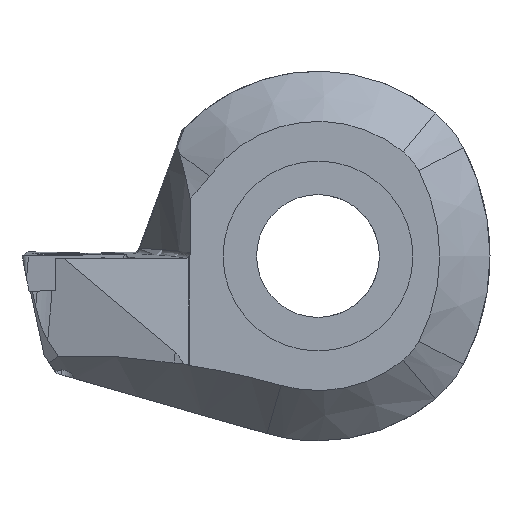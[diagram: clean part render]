
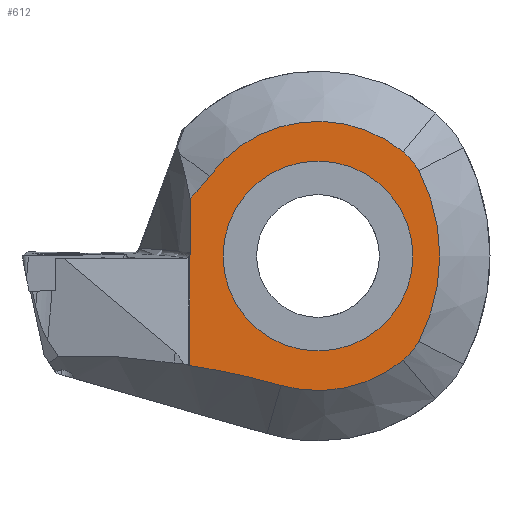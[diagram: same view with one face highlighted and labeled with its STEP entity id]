
A CAD part, left-side view. The second image highlights one B-rep face of the part: STEP entity #612.
In plain terms, the highlighted planar face has unit normal (-1, 0, 0).
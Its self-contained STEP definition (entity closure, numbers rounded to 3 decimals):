
#18 = CIRCLE ( 'NONE', #2061, 14.5 ) ;
#38 = ORIENTED_EDGE ( 'NONE', *, *, #2731, .T. ) ;
#66 = CIRCLE ( 'NONE', #1859, 5.5 ) ;
#68 = DIRECTION ( 'NONE',  ( 0., 1., 0. ) ) ;
#88 = DIRECTION ( 'NONE',  ( 0., 0., 1. ) ) ;
#108 = CARTESIAN_POINT ( 'NONE',  ( -10., -4.151, -5.067 ) ) ;
#132 = VECTOR ( 'NONE', #88, 1000. ) ;
#143 = AXIS2_PLACEMENT_3D ( 'NONE', #3895, #2725, #3011 ) ;
#162 = VERTEX_POINT ( 'NONE', #1144 ) ;
#227 = CARTESIAN_POINT ( 'NONE',  ( -10., 11.5, 0.029 ) ) ;
#286 = VERTEX_POINT ( 'NONE', #660 ) ;
#296 = CIRCLE ( 'NONE', #3494, 12.05 ) ;
#319 = ORIENTED_EDGE ( 'NONE', *, *, #2424, .F. ) ;
#341 = CIRCLE ( 'NONE', #143, 16.4 ) ;
#371 = CARTESIAN_POINT ( 'NONE',  ( -10., 0., 0. ) ) ;
#400 = CARTESIAN_POINT ( 'NONE',  ( -10., 11.451, 5.176 ) ) ;
#407 = ORIENTED_EDGE ( 'NONE', *, *, #2109, .F. ) ;
#441 = DIRECTION ( 'NONE',  ( -1., 0., 0. ) ) ;
#468 = AXIS2_PLACEMENT_3D ( 'NONE', #757, #1018, #2291 ) ;
#482 = DIRECTION ( 'NONE',  ( -1., 0., 0. ) ) ;
#533 = CARTESIAN_POINT ( 'NONE',  ( -10., 11.5, 0.029 ) ) ;
#541 = CARTESIAN_POINT ( 'NONE',  ( -10., 21.1, -73.585 ) ) ;
#543 = CARTESIAN_POINT ( 'NONE',  ( -10., -7.636, 9.322 ) ) ;
#588 = EDGE_CURVE ( 'NONE', #286, #3161, #1494, .T. ) ;
#612 = ADVANCED_FACE ( 'NONE', ( #3590, #2936 ), #1429, .F. ) ;
#660 = CARTESIAN_POINT ( 'NONE',  ( -10., 11.416, 0.307 ) ) ;
#679 = EDGE_CURVE ( 'NONE', #2146, #2282, #3283, .T. ) ;
#723 = DIRECTION ( 'NONE',  ( 1., 0., 0. ) ) ;
#757 = CARTESIAN_POINT ( 'NONE',  ( -10., 0., 0. ) ) ;
#840 = CARTESIAN_POINT ( 'NONE',  ( -10., 11.445, 0.111 ) ) ;
#848 = DIRECTION ( 'NONE',  ( 0., 1., 0. ) ) ;
#906 = EDGE_CURVE ( 'NONE', #2412, #2146, #341, .T. ) ;
#919 = DIRECTION ( 'NONE',  ( 1., 0., 0. ) ) ;
#922 = CARTESIAN_POINT ( 'NONE',  ( -10., -9.02, 7.624 ) ) ;
#986 = CIRCLE ( 'NONE', #1685, 8.5 ) ;
#1018 = DIRECTION ( 'NONE',  ( 1., 0., 0. ) ) ;
#1071 = VERTEX_POINT ( 'NONE', #3151 ) ;
#1098 = EDGE_CURVE ( 'NONE', #3693, #162, #986, .T. ) ;
#1115 = DIRECTION ( 'NONE',  ( 1., 0., 0. ) ) ;
#1144 = CARTESIAN_POINT ( 'NONE',  ( -10., 0., 8.5 ) ) ;
#1154 = ORIENTED_EDGE ( 'NONE', *, *, #3080, .T. ) ;
#1323 = ORIENTED_EDGE ( 'NONE', *, *, #906, .T. ) ;
#1333 = CARTESIAN_POINT ( 'NONE',  ( -10., 11.427, 1.931 ) ) ;
#1410 = CARTESIAN_POINT ( 'NONE',  ( -10., 11.5, -16.55 ) ) ;
#1412 = CARTESIAN_POINT ( 'NONE',  ( -10., -9.02, -7.624 ) ) ;
#1429 = PLANE ( 'NONE',  #1540 ) ;
#1494 = B_SPLINE_CURVE_WITH_KNOTS ( 'NONE', 3,
 ( #1732, #3570, #840, #533 ),
 .UNSPECIFIED., .F., .F.,
 ( 4, 4 ),
 ( 0., 0. ),
 .UNSPECIFIED. ) ;
#1540 = AXIS2_PLACEMENT_3D ( 'NONE', #1410, #1115, #2325 ) ;
#1617 = CARTESIAN_POINT ( 'NONE',  ( -10., 11.5, -16.55 ) ) ;
#1634 =( BOUNDED_CURVE ( )  B_SPLINE_CURVE ( 3, ( #2482, #1333, #2256, #400 ),
 .UNSPECIFIED., .F., .F. ) 
 B_SPLINE_CURVE_WITH_KNOTS ( ( 4, 4 ),
 ( 1.769, 1.774 ),
 .UNSPECIFIED. ) 
 CURVE ( )  GEOMETRIC_REPRESENTATION_ITEM ( )  RATIONAL_B_SPLINE_CURVE ( ( 1., 1., 1., 1. ) ) 
 REPRESENTATION_ITEM ( '' )  );
#1646 = ORIENTED_EDGE ( 'NONE', *, *, #1098, .T. ) ;
#1662 = CARTESIAN_POINT ( 'NONE',  ( -10., 0., 0. ) ) ;
#1683 = CARTESIAN_POINT ( 'NONE',  ( -10., 9.702, 7.147 ) ) ;
#1685 = AXIS2_PLACEMENT_3D ( 'NONE', #2660, #2123, #2788 ) ;
#1732 = CARTESIAN_POINT ( 'NONE',  ( -10., 11.416, 0.307 ) ) ;
#1774 = EDGE_CURVE ( 'NONE', #286, #2879, #1634, .T. ) ;
#1811 = CIRCLE ( 'NONE', #468, 12.05 ) ;
#1859 = AXIS2_PLACEMENT_3D ( 'NONE', #108, #723, #68 ) ;
#1897 = DIRECTION ( 'NONE',  ( 0., 1., 0. ) ) ;
#2061 = AXIS2_PLACEMENT_3D ( 'NONE', #2624, #3792, #2335 ) ;
#2077 = DIRECTION ( 'NONE',  ( -1., 0., 0. ) ) ;
#2106 = ORIENTED_EDGE ( 'NONE', *, *, #1774, .F. ) ;
#2109 = EDGE_CURVE ( 'NONE', #2602, #1071, #3787, .T. ) ;
#2123 = DIRECTION ( 'NONE',  ( 1., 0., 0. ) ) ;
#2146 = VERTEX_POINT ( 'NONE', #922 ) ;
#2206 = AXIS2_PLACEMENT_3D ( 'NONE', #541, #2077, #848 ) ;
#2247 = ORIENTED_EDGE ( 'NONE', *, *, #588, .T. ) ;
#2256 = CARTESIAN_POINT ( 'NONE',  ( -10., 11.439, 3.554 ) ) ;
#2282 = VERTEX_POINT ( 'NONE', #543 ) ;
#2291 = DIRECTION ( 'NONE',  ( 0., 1., 0. ) ) ;
#2325 = DIRECTION ( 'NONE',  ( 0., 1., 0. ) ) ;
#2335 = DIRECTION ( 'NONE',  ( 0., 1., 0. ) ) ;
#2340 = EDGE_LOOP ( 'NONE', ( #1646, #38 ) ) ;
#2392 = CIRCLE ( 'NONE', #3920, 8.5 ) ;
#2398 = VERTEX_POINT ( 'NONE', #3066 ) ;
#2412 = VERTEX_POINT ( 'NONE', #1412 ) ;
#2424 = EDGE_CURVE ( 'NONE', #2398, #2602, #1811, .T. ) ;
#2476 = LINE ( 'NONE', #1617, #132 ) ;
#2482 = CARTESIAN_POINT ( 'NONE',  ( -10., 11.416, 0.307 ) ) ;
#2539 = CARTESIAN_POINT ( 'NONE',  ( -10., 11.451, 5.176 ) ) ;
#2602 = VERTEX_POINT ( 'NONE', #3842 ) ;
#2624 = CARTESIAN_POINT ( 'NONE',  ( -10., 21.377, 15.746 ) ) ;
#2632 = ORIENTED_EDGE ( 'NONE', *, *, #3611, .F. ) ;
#2660 = CARTESIAN_POINT ( 'NONE',  ( -10., 0., 0. ) ) ;
#2725 = DIRECTION ( 'NONE',  ( -1., 0., 0. ) ) ;
#2731 = EDGE_CURVE ( 'NONE', #162, #3693, #2392, .T. ) ;
#2761 = AXIS2_PLACEMENT_3D ( 'NONE', #3233, #482, #3487 ) ;
#2788 = DIRECTION ( 'NONE',  ( 0., 1., 0. ) ) ;
#2804 = EDGE_LOOP ( 'NONE', ( #1154, #3799, #2106, #2247, #3382, #407, #319, #2632, #1323, #2852 ) ) ;
#2852 = ORIENTED_EDGE ( 'NONE', *, *, #679, .T. ) ;
#2879 = VERTEX_POINT ( 'NONE', #2539 ) ;
#2883 = DIRECTION ( 'NONE',  ( 0., 1., 0. ) ) ;
#2936 = FACE_OUTER_BOUND ( 'NONE', #2804, .T. ) ;
#3011 = DIRECTION ( 'NONE',  ( 0., 1., 0. ) ) ;
#3066 = CARTESIAN_POINT ( 'NONE',  ( -10., -7.636, -9.322 ) ) ;
#3080 = EDGE_CURVE ( 'NONE', #2282, #3352, #296, .T. ) ;
#3151 = CARTESIAN_POINT ( 'NONE',  ( -10., 11.5, -9.803 ) ) ;
#3161 = VERTEX_POINT ( 'NONE', #227 ) ;
#3233 = CARTESIAN_POINT ( 'NONE',  ( -10., -4.151, 5.067 ) ) ;
#3268 = CARTESIAN_POINT ( 'NONE',  ( -10., 0., -8.5 ) ) ;
#3283 = CIRCLE ( 'NONE', #2761, 5.5 ) ;
#3352 = VERTEX_POINT ( 'NONE', #1683 ) ;
#3382 = ORIENTED_EDGE ( 'NONE', *, *, #3631, .F. ) ;
#3438 = EDGE_CURVE ( 'NONE', #3352, #2879, #18, .T. ) ;
#3487 = DIRECTION ( 'NONE',  ( 0., 1., 0. ) ) ;
#3494 = AXIS2_PLACEMENT_3D ( 'NONE', #1662, #441, #2883 ) ;
#3570 = CARTESIAN_POINT ( 'NONE',  ( -10., 11.415, 0.208 ) ) ;
#3590 = FACE_BOUND ( 'NONE', #2340, .T. ) ;
#3611 = EDGE_CURVE ( 'NONE', #2412, #2398, #66, .T. ) ;
#3631 = EDGE_CURVE ( 'NONE', #1071, #3161, #2476, .T. ) ;
#3693 = VERTEX_POINT ( 'NONE', #3268 ) ;
#3787 = CIRCLE ( 'NONE', #2206, 64.5 ) ;
#3792 = DIRECTION ( 'NONE',  ( 1., 0., 0. ) ) ;
#3799 = ORIENTED_EDGE ( 'NONE', *, *, #3438, .T. ) ;
#3842 = CARTESIAN_POINT ( 'NONE',  ( -10., 3.321, -11.583 ) ) ;
#3895 = CARTESIAN_POINT ( 'NONE',  ( -10., 5.5, 0. ) ) ;
#3920 = AXIS2_PLACEMENT_3D ( 'NONE', #371, #919, #1897 ) ;
